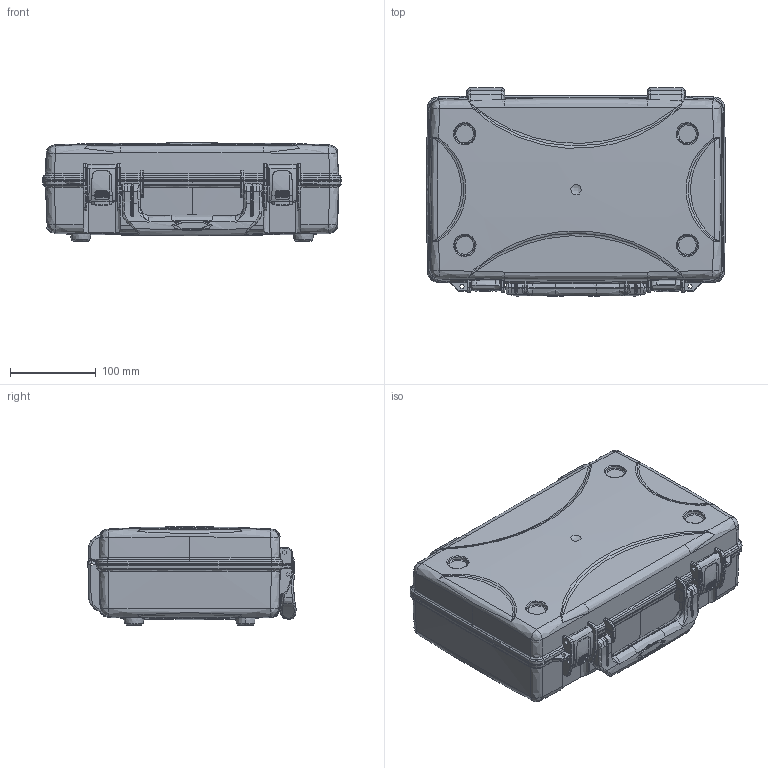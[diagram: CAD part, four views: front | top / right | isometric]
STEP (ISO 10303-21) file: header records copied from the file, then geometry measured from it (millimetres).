
FILE_DESCRIPTION (( 'STEP AP203' ), '1' );
FILE_NAME ('X1002.STEP', '2023-10-15T04:34:43', ( 'admin' ), ( '' ), 'SwSTEP 2.0', 'SolidWorks 2022', '' );
FILE_SCHEMA (( 'CONFIG_CONTROL_DESIGN' ));
Length unit declared in the file: millimetre
Products named in the file (7): X1001-SK_默认; X1002-2_默认; X1002-1_默认; X1001-3_默认; X1002-3_默认; X1001-4_默认; X1002
Assembly tree (7 placements, depth 3):
  X1002
    X1002-1_默认
    X1002-2_默认
    X1002-3_默认
    X1001-SK_默认  x2
      X1001-3_默认
      X1001-4_默认
Bounding box: 347.76 x 242.4 x 114.5 mm (x, y, z)
Volume: 424770.4 mm3; surface area: 563952 mm2
Topology: 4 solids, 9 shells, 2179 faces, 6791 edges, 4548 vertices
Faces by surface type: bspline 1180, cylinder 492, plane 346, cone 153, torus 8
Entity records: 139830 total; most frequent: CARTESIAN_POINT 99765, ORIENTED_EDGE 10643, EDGE_CURVE 5374, DIRECTION 5113, VERTEX_POINT 3528, B_SPLINE_CURVE_WITH_KNOTS 2695, AXIS2_PLACEMENT_3D 2025, EDGE_LOOP 1948
